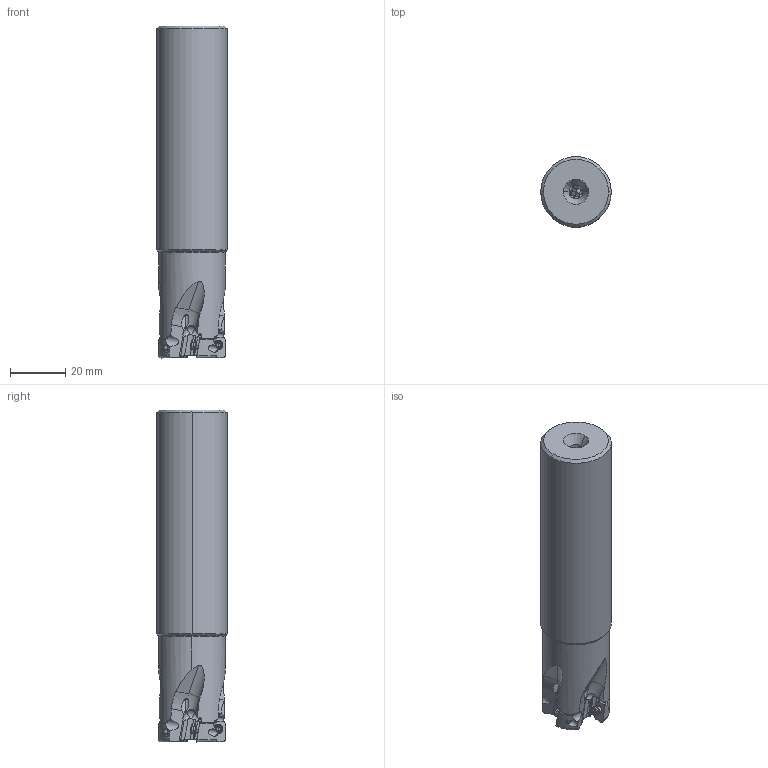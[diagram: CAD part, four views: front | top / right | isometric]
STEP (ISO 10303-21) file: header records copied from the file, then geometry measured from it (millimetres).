
FILE_DESCRIPTION(/* description */ (''),/* implementation_level */ '2;1');
FILE_NAME(/* name */ 'APX3000UR164SA16SA.stp',/* time_stamp */ '2021-09-08T11:45:58+09:00',/* author */ (''),/* organization */ (''),/* preprocessor_version */ 'ST-DEVELOPER v16',/* originating_system */ 'SIEMENS PLM Software NX 10.0',/* authorisation */ '');
FILE_SCHEMA (('AUTOMOTIVE_DESIGN { 1 0 10303 214 3 1 1 1 }'));
Length unit declared in the file: millimetre
Products named in the file (1): APX3000UR164SA16SA_ASM
Bounding box: 25.4 x 25.4 x 119.73 mm (x, y, z)
Volume: 53238.6 mm3; surface area: 12906.2 mm2
Topology: 5 solids, 5 shells, 366 faces, 1148 edges, 800 vertices
Faces by surface type: cylinder 164, plane 86, cone 66, torus 30, sphere 20
Entity records: 17390 total; most frequent: CARTESIAN_POINT 7202, ORIENTED_EDGE 2256, DIRECTION 1962, EDGE_CURVE 1128, AXIS2_PLACEMENT_3D 828, VERTEX_POINT 770, B_SPLINE_CURVE_WITH_KNOTS 392, EDGE_LOOP 380
